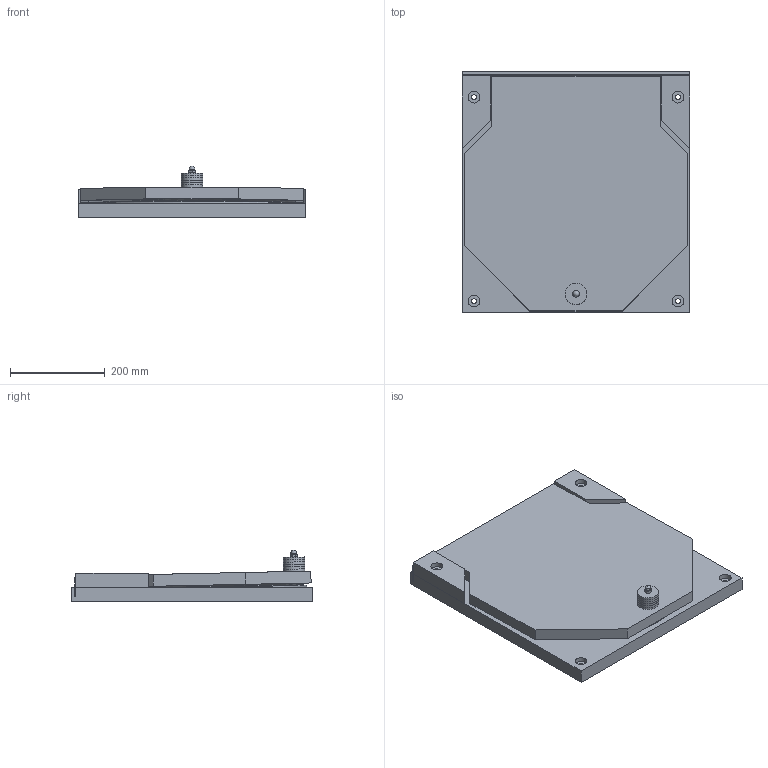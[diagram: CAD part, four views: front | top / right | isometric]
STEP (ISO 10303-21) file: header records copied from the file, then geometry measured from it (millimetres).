
FILE_DESCRIPTION(/* description */ ('Achterplaat'),/* implementation_level */ '2;1');
FILE_NAME(/* name */ '101Y0400.A.stp',/* time_stamp */ '2018-01-29T08:26:59+01:00',/* author */ ('BIDJOSLO'),/* organization */ ('KWT Waterbeheersing'),/* preprocessor_version */ 'ST-DEVELOPER v16.1',/* originating_system */ 'Autodesk Inventor 2016',/* authorisation */ '');
FILE_SCHEMA (('AUTOMOTIVE_DESIGN { 1 0 10303 214 3 1 1 }'));
Products named in the file (13): 101Y0400.10; 101Y0400.32; 101Y0400.11; 101Y0400.12; 101Y0400.13; 101Y0400.20; 101Y0400.31; 1140.SPLS.05x25VK; 1140.1587.08; 1140.7991.08x060; 1140.SPLS.05x40VK; 2340.8.5X45X5; 101Y0400.A
Assembly tree (24 placements, depth 2):
  101Y0400.A
    101Y0400.10
    101Y0400.32
    101Y0400.11
    101Y0400.12
    101Y0400.13
    101Y0400.20
    101Y0400.31
    1140.SPLS.05x25VK  x5
    1140.1587.08
    1140.7991.08x060
    1140.SPLS.05x40VK  x4
    2340.8.5X45X5  x6
Bounding box: 480 x 510 x 109.09 mm (x, y, z)
Volume: 8859651.6 mm3; surface area: 1114785.8 mm2
Topology: 24 solids, 24 shells, 412 faces, 1045 edges, 675 vertices
Faces by surface type: plane 169, cone 121, cylinder 59, torus 36, bspline 26, sphere 1
Full cylindrical faces by diameter (mm): 3 x5, 5.5 x9, 6.647 x1, 7 x4, 8 x1, 8.5 x6, 10 x8, 10.3 x9, 10.5 x2, 12.5 x1, 15.24 x1, 25 x4, 45 x6
Entity records: 34133 total; most frequent: CARTESIAN_POINT 29339, DIRECTION 892, ORIENTED_EDGE 864, EDGE_CURVE 432, AXIS2_PLACEMENT_3D 347, EDGE_LOOP 310, VERTEX_POINT 304, ADVANCED_FACE 210
